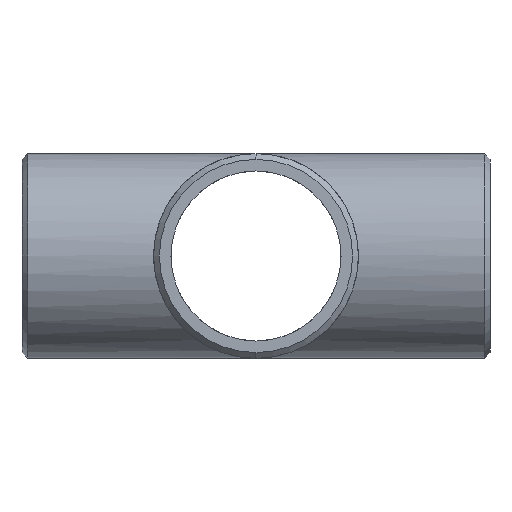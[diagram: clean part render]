
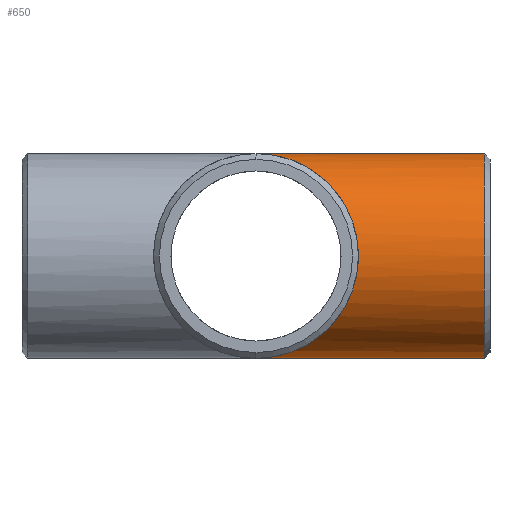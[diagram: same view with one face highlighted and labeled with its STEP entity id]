
A CAD part, left-side view. The second image highlights one B-rep face of the part: STEP entity #650.
In plain terms, the highlighted cylindrical face has radius 21 mm (diameter 42 mm), a partial arc.
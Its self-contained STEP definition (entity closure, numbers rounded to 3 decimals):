
#23 = ORIENTED_EDGE ( 'NONE', *, *, #232, .T. ) ;
#36 = CARTESIAN_POINT ( 'NONE',  ( 0., 0., 21. ) ) ;
#80 = DIRECTION ( 'NONE',  ( 0., 1., 0. ) ) ;
#101 = DIRECTION ( 'NONE',  ( 0., 0., -1. ) ) ;
#105 = EDGE_CURVE ( 'NONE', #220, #471, #304, .T. ) ;
#117 = VECTOR ( 'NONE', #383, 1000. ) ;
#119 = CARTESIAN_POINT ( 'NONE',  ( 0., -48., 21. ) ) ;
#130 = CARTESIAN_POINT ( 'NONE',  ( 0., 0., -21. ) ) ;
#185 = CARTESIAN_POINT ( 'NONE',  ( 0., -46.813, -21. ) ) ;
#209 = LINE ( 'NONE', #607, #117 ) ;
#220 = VERTEX_POINT ( 'NONE', #185 ) ;
#232 = EDGE_CURVE ( 'NONE', #471, #269, #419, .T. ) ;
#264 = CYLINDRICAL_SURFACE ( 'NONE', #496, 21. ) ;
#269 = VERTEX_POINT ( 'NONE', #302 ) ;
#295 = ORIENTED_EDGE ( 'NONE', *, *, #105, .T. ) ;
#302 = CARTESIAN_POINT ( 'NONE',  ( 0., 0., 21. ) ) ;
#304 = CIRCLE ( 'NONE', #351, 21. ) ;
#338 = CARTESIAN_POINT ( 'NONE',  ( -42., -42., -21. ) ) ;
#348 = EDGE_LOOP ( 'NONE', ( #295, #23, #495, #361 ) ) ;
#351 = AXIS2_PLACEMENT_3D ( 'NONE', #403, #647, #101 ) ;
#360 = DIRECTION ( 'NONE',  ( 0., 1., 0. ) ) ;
#361 = ORIENTED_EDGE ( 'NONE', *, *, #755, .F. ) ;
#383 = DIRECTION ( 'NONE',  ( 0., 1., 0. ) ) ;
#403 = CARTESIAN_POINT ( 'NONE',  ( 0., -46.813, 0. ) ) ;
#411 = CARTESIAN_POINT ( 'NONE',  ( 0., -46.813, 21. ) ) ;
#419 = LINE ( 'NONE', #119, #518 ) ;
#432 = FACE_OUTER_BOUND ( 'NONE', #348, .T. ) ;
#471 = VERTEX_POINT ( 'NONE', #411 ) ;
#495 = ORIENTED_EDGE ( 'NONE', *, *, #770, .F. ) ;
#496 = AXIS2_PLACEMENT_3D ( 'NONE', #550, #80, #689 ) ;
#518 = VECTOR ( 'NONE', #360, 1000. ) ;
#550 = CARTESIAN_POINT ( 'NONE',  ( 0., -48., 0. ) ) ;
#607 = CARTESIAN_POINT ( 'NONE',  ( 0., -48., -21. ) ) ;
#634 = CARTESIAN_POINT ( 'NONE',  ( -42., -42., 21. ) ) ;
#647 = DIRECTION ( 'NONE',  ( 0., 1., 0. ) ) ;
#650 = ADVANCED_FACE ( 'NONE', ( #432 ), #264, .T. ) ;
#689 = DIRECTION ( 'NONE',  ( 0., 0., -1. ) ) ;
#734 = VERTEX_POINT ( 'NONE', #130 ) ;
#743 = CARTESIAN_POINT ( 'NONE',  ( 0., 0., -21. ) ) ;
#755 = EDGE_CURVE ( 'NONE', #220, #734, #209, .T. ) ;
#767 =( BOUNDED_CURVE ( )  B_SPLINE_CURVE ( 3, ( #743, #338, #634, #36 ),
 .UNSPECIFIED., .F., .T. ) 
 B_SPLINE_CURVE_WITH_KNOTS ( ( 4, 4 ),
 ( 4.712, 7.854 ),
 .UNSPECIFIED. ) 
 CURVE ( )  GEOMETRIC_REPRESENTATION_ITEM ( )  RATIONAL_B_SPLINE_CURVE ( ( 1., 0.333, 0.333, 1. ) ) 
 REPRESENTATION_ITEM ( '' )  );
#770 = EDGE_CURVE ( 'NONE', #734, #269, #767, .T. ) ;
